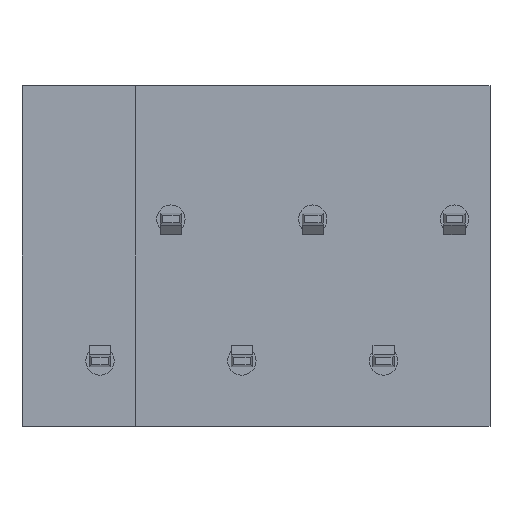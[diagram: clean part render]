
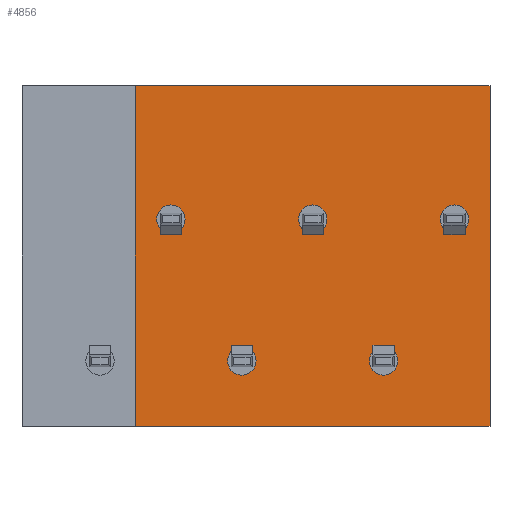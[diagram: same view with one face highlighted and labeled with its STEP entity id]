
A CAD part, front view. The second image highlights one B-rep face of the part: STEP entity #4856.
In plain terms, the highlighted planar face has unit normal (0, -1, 0).
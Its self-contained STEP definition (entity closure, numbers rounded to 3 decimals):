
#66 = DIRECTION ( 'NONE',  ( -1., 0., 0. ) ) ;
#169 = ORIENTED_EDGE ( 'NONE', *, *, #13607, .F. ) ;
#304 = LINE ( 'NONE', #10975, #11725 ) ;
#633 = CARTESIAN_POINT ( 'NONE',  ( 30.75, 0., -6. ) ) ;
#926 = ORIENTED_EDGE ( 'NONE', *, *, #3653, .F. ) ;
#2023 = CARTESIAN_POINT ( 'NONE',  ( 18.25, 0., -6. ) ) ;
#2969 = CARTESIAN_POINT ( 'NONE',  ( 18.25, 0., 6. ) ) ;
#3266 = CARTESIAN_POINT ( 'NONE',  ( 18.25, 0., 5.7 ) ) ;
#3554 = EDGE_CURVE ( 'NONE', #14679, #4857, #7889, .T. ) ;
#3653 = EDGE_CURVE ( 'NONE', #4857, #6128, #11555, .T. ) ;
#3919 = CARTESIAN_POINT ( 'NONE',  ( 30.75, 0., -6. ) ) ;
#4063 = FACE_OUTER_BOUND ( 'NONE', #15398, .T. ) ;
#4506 = ORIENTED_EDGE ( 'NONE', *, *, #6526, .F. ) ;
#4596 = LINE ( 'NONE', #3266, #10631 ) ;
#4856 = ADVANCED_FACE ( 'NONE', ( #4063 ), #14015, .T. ) ;
#4857 = VERTEX_POINT ( 'NONE', #9002 ) ;
#5660 = DIRECTION ( 'NONE',  ( 1., 0., 0. ) ) ;
#6128 = VERTEX_POINT ( 'NONE', #3919 ) ;
#6525 = DIRECTION ( 'NONE',  ( 0., -1., 0. ) ) ;
#6526 = EDGE_CURVE ( 'NONE', #6128, #15319, #304, .T. ) ;
#6902 = DIRECTION ( 'NONE',  ( 0., 0., 1. ) ) ;
#7305 = DIRECTION ( 'NONE',  ( 0., 0., -1. ) ) ;
#7467 = VECTOR ( 'NONE', #5660, 1000. ) ;
#7882 = CARTESIAN_POINT ( 'NONE',  ( -26.75, 0., 6. ) ) ;
#7889 = LINE ( 'NONE', #12660, #7467 ) ;
#8253 = VECTOR ( 'NONE', #7305, 1000. ) ;
#8789 = AXIS2_PLACEMENT_3D ( 'NONE', #7882, #6525, #13853 ) ;
#9002 = CARTESIAN_POINT ( 'NONE',  ( 30.75, 0., 6. ) ) ;
#10631 = VECTOR ( 'NONE', #6902, 1000. ) ;
#10975 = CARTESIAN_POINT ( 'NONE',  ( 29.68, 0., -6. ) ) ;
#11555 = LINE ( 'NONE', #633, #8253 ) ;
#11725 = VECTOR ( 'NONE', #66, 1000. ) ;
#12660 = CARTESIAN_POINT ( 'NONE',  ( 29.68, 0., 6. ) ) ;
#13607 = EDGE_CURVE ( 'NONE', #15319, #14679, #4596, .T. ) ;
#13853 = DIRECTION ( 'NONE',  ( 0., 0., -1. ) ) ;
#14015 = PLANE ( 'NONE',  #8789 ) ;
#14679 = VERTEX_POINT ( 'NONE', #2969 ) ;
#14801 = ORIENTED_EDGE ( 'NONE', *, *, #3554, .F. ) ;
#15319 = VERTEX_POINT ( 'NONE', #2023 ) ;
#15398 = EDGE_LOOP ( 'NONE', ( #169, #4506, #926, #14801 ) ) ;
